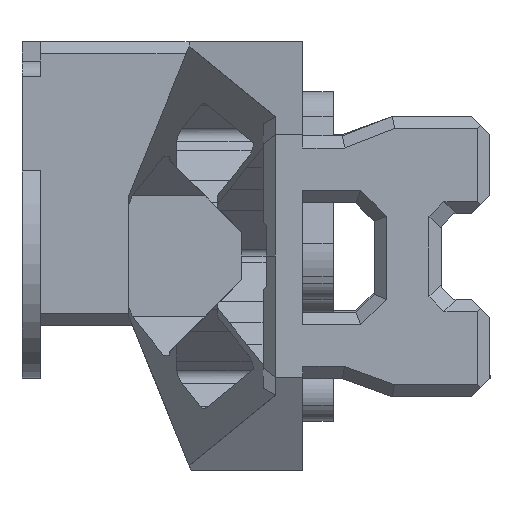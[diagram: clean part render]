
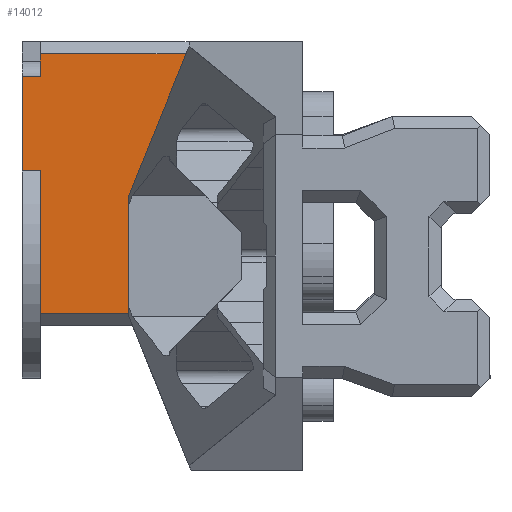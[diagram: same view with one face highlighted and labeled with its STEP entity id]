
A CAD part, left-side view. The second image highlights one B-rep face of the part: STEP entity #14012.
In plain terms, the highlighted planar face has unit normal (-1, 0, 0).
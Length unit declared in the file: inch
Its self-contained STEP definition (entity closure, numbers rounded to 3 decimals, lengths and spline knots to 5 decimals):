
#21 = VERTEX_POINT ( 'NONE', #15802 ) ;
#24 = VERTEX_POINT ( 'NONE', #10636 ) ;
#321 = ORIENTED_EDGE ( 'NONE', *, *, #6649, .T. ) ;
#421 = ORIENTED_EDGE ( 'NONE', *, *, #14653, .F. ) ;
#713 = LINE ( 'NONE', #14645, #16613 ) ;
#774 = LINE ( 'NONE', #7129, #16234 ) ;
#841 = CARTESIAN_POINT ( 'NONE',  ( -0.56102, -0.7874, 0.5525 ) ) ;
#1026 = DIRECTION ( 'NONE',  ( 0., 0., 1. ) ) ;
#1082 = ORIENTED_EDGE ( 'NONE', *, *, #5095, .T. ) ;
#1129 = ORIENTED_EDGE ( 'NONE', *, *, #4816, .T. ) ;
#1215 = VECTOR ( 'NONE', #3840, 39.37008 ) ;
#1713 = EDGE_CURVE ( 'NONE', #16812, #21, #11650, .T. ) ;
#2145 = CARTESIAN_POINT ( 'NONE',  ( -0.56102, -1.84674, 1.30906 ) ) ;
#2249 = VECTOR ( 'NONE', #15291, 39.37008 ) ;
#2319 = CARTESIAN_POINT ( 'NONE',  ( -0.56102, -0.90551, 0.92409 ) ) ;
#2766 = VECTOR ( 'NONE', #2872, 39.37008 ) ;
#2872 = DIRECTION ( 'NONE',  ( 0., -1., 0. ) ) ;
#2985 = EDGE_CURVE ( 'NONE', #4576, #12342, #3378, .T. ) ;
#3129 = LINE ( 'NONE', #2319, #6335 ) ;
#3230 = VECTOR ( 'NONE', #6933, 39.37008 ) ;
#3378 = LINE ( 'NONE', #11374, #2766 ) ;
#3840 = DIRECTION ( 'NONE',  ( 0., -0.375, 0.927 ) ) ;
#4063 = LINE ( 'NONE', #841, #6839 ) ;
#4197 = EDGE_CURVE ( 'NONE', #9576, #4576, #3129, .T. ) ;
#4379 = VERTEX_POINT ( 'NONE', #9423 ) ;
#4380 = LINE ( 'NONE', #12720, #2249 ) ;
#4391 = ORIENTED_EDGE ( 'NONE', *, *, #4197, .F. ) ;
#4412 = CARTESIAN_POINT ( 'NONE',  ( -0.56102, -0.90551, 1.30906 ) ) ;
#4523 = DIRECTION ( 'NONE',  ( -1., 0., 0. ) ) ;
#4576 = VERTEX_POINT ( 'NONE', #7268 ) ;
#4618 = EDGE_CURVE ( 'NONE', #15181, #9576, #10673, .T. ) ;
#4816 = EDGE_CURVE ( 'NONE', #24, #12342, #17113, .T. ) ;
#4838 = EDGE_LOOP ( 'NONE', ( #8095, #12907, #1082, #1129, #11887, #4391, #13495, #421, #321 ) ) ;
#5015 = EDGE_CURVE ( 'NONE', #16812, #4379, #4380, .T. ) ;
#5095 = EDGE_CURVE ( 'NONE', #4379, #24, #774, .T. ) ;
#6335 = VECTOR ( 'NONE', #1026, 39.37008 ) ;
#6649 = EDGE_CURVE ( 'NONE', #14758, #21, #713, .T. ) ;
#6839 = VECTOR ( 'NONE', #7777, 39.37008 ) ;
#6933 = DIRECTION ( 'NONE',  ( 0., 0., 1. ) ) ;
#7129 = CARTESIAN_POINT ( 'NONE',  ( -0.56102, -1.47638, 0.65453 ) ) ;
#7208 = CARTESIAN_POINT ( 'NONE',  ( -0.56102, -0.90551, 1.16142 ) ) ;
#7232 = DIRECTION ( 'NONE',  ( 0., 0., 1. ) ) ;
#7268 = CARTESIAN_POINT ( 'NONE',  ( -0.56102, -0.90551, 1.30906 ) ) ;
#7328 = DIRECTION ( 'NONE',  ( 0., -1., 0. ) ) ;
#7777 = DIRECTION ( 'NONE',  ( 0., 0., 1. ) ) ;
#7819 = DIRECTION ( 'NONE',  ( 0., -1., 0. ) ) ;
#7995 = CARTESIAN_POINT ( 'NONE',  ( -0.56102, -0.7874, 1.16142 ) ) ;
#8021 = CARTESIAN_POINT ( 'NONE',  ( -0.56102, -0.7874, 0.5525 ) ) ;
#8095 = ORIENTED_EDGE ( 'NONE', *, *, #1713, .F. ) ;
#8532 = PLANE ( 'NONE',  #17787 ) ;
#9283 = CARTESIAN_POINT ( 'NONE',  ( -0.56102, -1.47638, 0.3937 ) ) ;
#9423 = CARTESIAN_POINT ( 'NONE',  ( -0.56102, -1.47638, -0.36417 ) ) ;
#9576 = VERTEX_POINT ( 'NONE', #7208 ) ;
#10069 = CARTESIAN_POINT ( 'NONE',  ( -0.56102, -0.7874, 1.16142 ) ) ;
#10137 = CARTESIAN_POINT ( 'NONE',  ( -0.56102, -0.90551, -0.36417 ) ) ;
#10636 = CARTESIAN_POINT ( 'NONE',  ( -0.56102, -1.47638, 0.3937 ) ) ;
#10673 = LINE ( 'NONE', #10069, #13286 ) ;
#11374 = CARTESIAN_POINT ( 'NONE',  ( -0.56102, -0.90551, 1.30906 ) ) ;
#11650 = LINE ( 'NONE', #13858, #3230 ) ;
#11887 = ORIENTED_EDGE ( 'NONE', *, *, #2985, .F. ) ;
#12342 = VERTEX_POINT ( 'NONE', #2145 ) ;
#12663 = DIRECTION ( 'NONE',  ( 0., 0., 1. ) ) ;
#12720 = CARTESIAN_POINT ( 'NONE',  ( -0.56102, -0.90551, -0.36417 ) ) ;
#12907 = ORIENTED_EDGE ( 'NONE', *, *, #5015, .T. ) ;
#13286 = VECTOR ( 'NONE', #7328, 39.37008 ) ;
#13495 = ORIENTED_EDGE ( 'NONE', *, *, #4618, .F. ) ;
#13858 = CARTESIAN_POINT ( 'NONE',  ( -0.56102, -0.90551, -0.36417 ) ) ;
#14012 = ADVANCED_FACE ( 'NONE', ( #14881 ), #8532, .T. ) ;
#14645 = CARTESIAN_POINT ( 'NONE',  ( -0.56102, -0.7874, 0.5525 ) ) ;
#14653 = EDGE_CURVE ( 'NONE', #14758, #15181, #4063, .T. ) ;
#14758 = VERTEX_POINT ( 'NONE', #8021 ) ;
#14881 = FACE_OUTER_BOUND ( 'NONE', #4838, .T. ) ;
#15181 = VERTEX_POINT ( 'NONE', #7995 ) ;
#15291 = DIRECTION ( 'NONE',  ( 0., -1., 0. ) ) ;
#15802 = CARTESIAN_POINT ( 'NONE',  ( -0.56102, -0.90551, 0.5525 ) ) ;
#16234 = VECTOR ( 'NONE', #12663, 39.37008 ) ;
#16613 = VECTOR ( 'NONE', #7819, 39.37008 ) ;
#16812 = VERTEX_POINT ( 'NONE', #10137 ) ;
#17113 = LINE ( 'NONE', #9283, #1215 ) ;
#17787 = AXIS2_PLACEMENT_3D ( 'NONE', #4412, #4523, #7232 ) ;
